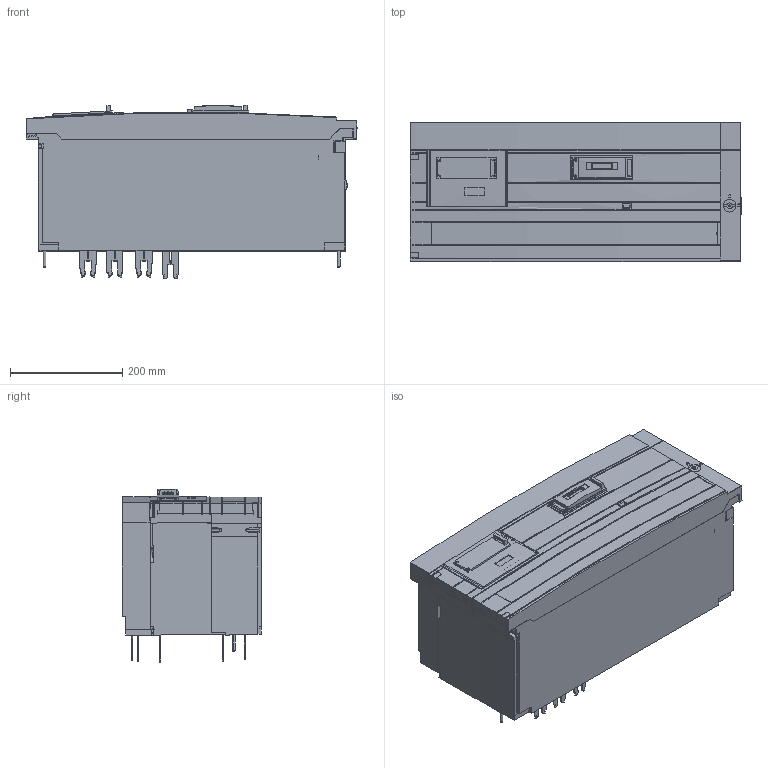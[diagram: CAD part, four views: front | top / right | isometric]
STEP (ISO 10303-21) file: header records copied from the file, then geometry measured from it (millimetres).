
FILE_DESCRIPTION((''),'2;1');
FILE_NAME('XRG2-50-10-4P-ITS2_D-MOT','2023-10-22T11:08:13',('20724'),(''),'CREO PARAMETRIC BY PTC INC, 2016390','CREO PARAMETRIC BY PTC INC, 2016390','');
FILE_SCHEMA(('AUTOMOTIVE_DESIGN { 1 0 10303 214 1 1 1 1 }'));
Products named in the file (1): XRG2-50-10-4P-ITS2_D-MOT
Bounding box: 591.5 x 248.82 x 310.14 mm (x, y, z)
Surface area: 1584807.8 mm2 (no closed solid volume)
Topology: 0 solids, 115 shells, 2508 faces, 7957 edges, 5625 vertices
Faces by surface type: plane 1905, cylinder 534, cone 55, torus 8, sphere 3, extrusion 2, bspline 1
Entity records: 113211 total; most frequent: CARTESIAN_POINT 18537, ORIENTED_EDGE 14534, DIRECTION 13697, EDGE_CURVE 7955, PRESENTATION_STYLE_ASSIGNMENT 6592, STYLED_ITEM 6322, VECTOR 6233, LINE 6231
